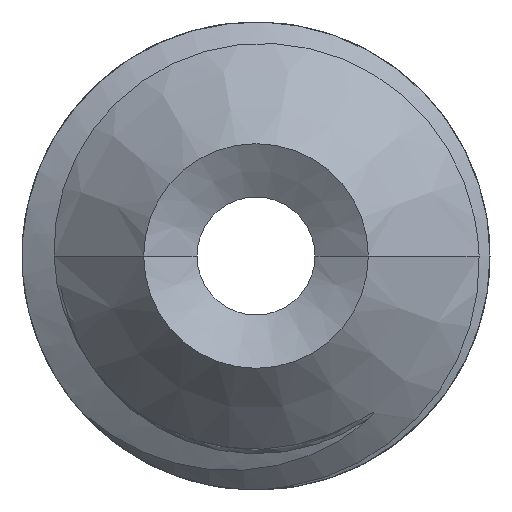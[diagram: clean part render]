
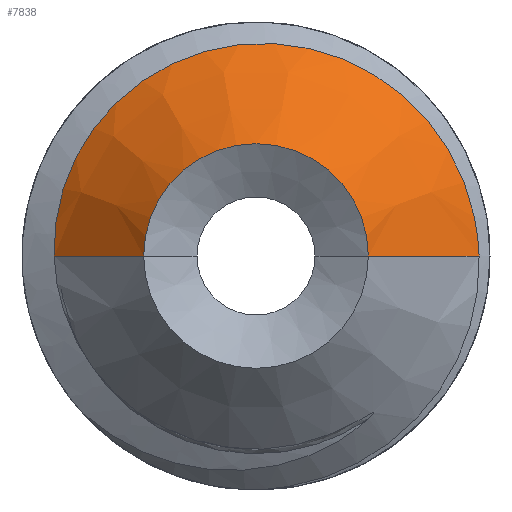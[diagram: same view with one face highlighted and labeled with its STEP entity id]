
A CAD part, left-side view. The second image highlights one B-rep face of the part: STEP entity #7838.
In plain terms, the highlighted conical face has half-angle 45 degrees and reference radius 2.276 mm.
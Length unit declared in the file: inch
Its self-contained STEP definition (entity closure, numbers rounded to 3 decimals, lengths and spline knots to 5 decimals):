
#2466=CARTESIAN_POINT('',(0.04785,0.10785,0.));
#2467=CARTESIAN_POINT('',(0.04805,0.10805,
0.00598));
#2468=CARTESIAN_POINT('',(0.04845,0.10746,
0.01805));
#2469=CARTESIAN_POINT('',(0.04906,0.10346,
0.03612));
#2470=CARTESIAN_POINT('',(0.04967,0.09645,
0.05327));
#2471=CARTESIAN_POINT('',(0.05026,0.08684,
0.06874));
#2472=CARTESIAN_POINT('',(0.05085,0.07484,
0.08246));
#2473=CARTESIAN_POINT('',(0.05145,0.06058,
0.09416));
#2474=CARTESIAN_POINT('',(0.05205,0.0444,
0.10343));
#2475=CARTESIAN_POINT('',(0.05264,0.02713,
0.10985));
#2476=CARTESIAN_POINT('',(0.05324,0.00856,
0.11345));
#2477=CARTESIAN_POINT('',(0.05384,-0.01054,
0.11389));
#2478=CARTESIAN_POINT('',(0.05444,-0.02938,
0.11114));
#2479=CARTESIAN_POINT('',(0.05503,-0.04716,
0.10546));
#2480=CARTESIAN_POINT('',(0.05562,-0.06407,
0.09687));
#2481=CARTESIAN_POINT('',(0.05621,-0.07956,
0.08543));
#2482=CARTESIAN_POINT('',(0.0568,-0.09289,
0.07165));
#2483=CARTESIAN_POINT('',(0.05739,-0.10377,
0.05599));
#2484=CARTESIAN_POINT('',(0.05799,-0.11218,
0.03829));
#2485=CARTESIAN_POINT('',(0.05858,-0.11754,
0.01934));
#2486=CARTESIAN_POINT('',(0.05897,-0.11897,
0.00644));
#2487=CARTESIAN_POINT('',(0.05917,-0.11917,0.));
#3258=DIRECTION('',(0.707,0.707,0.));
#3259=VECTOR('',#3258,0.06767);
#3260=CARTESIAN_POINT('',(0.,0.06,0.));
#3261=LINE('',#3260,#3259);
#3262=DIRECTION('',(0.707,-0.707,0.));
#3263=VECTOR('',#3262,0.08368);
#3264=CARTESIAN_POINT('',(0.,-0.06,0.));
#3265=LINE('',#3264,#3263);
#3266=CARTESIAN_POINT('',(0.,0.,0.));
#3267=DIRECTION('',(1.,0.,0.));
#3268=DIRECTION('',(0.,1.,0.));
#3269=AXIS2_PLACEMENT_3D('',#3266,#3267,#3268);
#3479=CARTESIAN_POINT('',(0.,0.06,0.));
#3480=CARTESIAN_POINT('',(0.04785,0.10785,0.));
#3481=VERTEX_POINT('',#3479);
#3482=VERTEX_POINT('',#3480);
#3483=CARTESIAN_POINT('',(0.,-0.06,0.));
#3484=CARTESIAN_POINT('',(0.05917,-0.11917,0.));
#3485=VERTEX_POINT('',#3483);
#3486=VERTEX_POINT('',#3484);
#7826=CARTESIAN_POINT('',(0.02958,0.,0.));
#7827=DIRECTION('',(1.,0.,0.));
#7828=DIRECTION('',(0.,-1.,0.));
#7829=AXIS2_PLACEMENT_3D('',#7826,#7827,#7828);
#7830=CONICAL_SURFACE('',#7829,0.08958,45.);
#7831=ORIENTED_EDGE('',*,*,#5406,.T.);
#7832=ORIENTED_EDGE('',*,*,#5390,.T.);
#7833=ORIENTED_EDGE('',*,*,#5410,.F.);
#7835=ORIENTED_EDGE('',*,*,#7834,.F.);
#7836=EDGE_LOOP('',(#7831,#7832,#7833,#7835));
#7837=FACE_OUTER_BOUND('',#7836,.F.);
#2488=B_SPLINE_CURVE_WITH_KNOTS('',3,(#2466,#2467,#2468,#2469,#2470,#2471,#2472,
#2473,#2474,#2475,#2476,#2477,#2478,#2479,#2480,#2481,#2482,#2483,#2484,#2485,
#2486,#2487),.UNSPECIFIED.,.F.,.F.,(4,1,1,1,1,1,1,1,1,1,1,1,1,1,1,1,1,1,1,4),(
0.,0.05263,0.10526,0.15789,0.21053,
0.26316,0.31579,0.36842,0.42105,
0.47368,0.52632,0.57895,0.63158,
0.68421,0.73684,0.78947,0.84211,
0.89474,0.94737,1.),.UNSPECIFIED.);
#3270=CIRCLE('',#3269,0.06);
#5390=EDGE_CURVE('',#3482,#3486,#2488,.T.);
#5406=EDGE_CURVE('',#3481,#3482,#3261,.T.);
#5410=EDGE_CURVE('',#3485,#3486,#3265,.T.);
#7834=EDGE_CURVE('',#3481,#3485,#3270,.T.);
#7838=ADVANCED_FACE('',(#7837),#7830,.T.);
